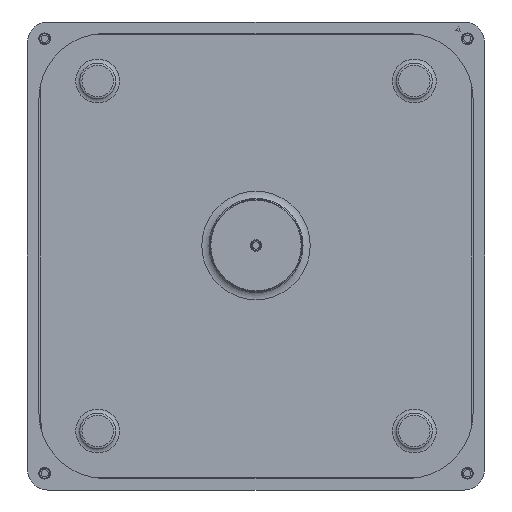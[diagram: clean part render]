
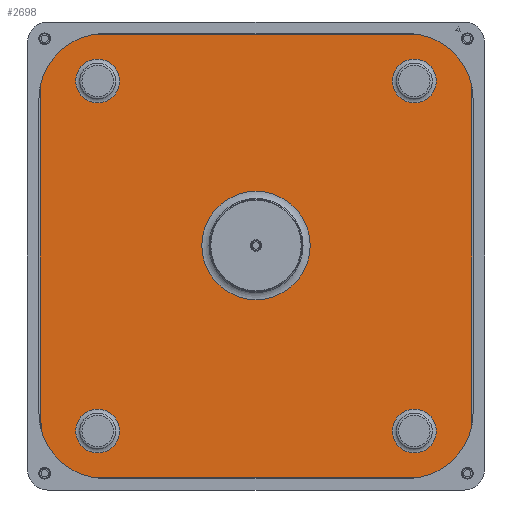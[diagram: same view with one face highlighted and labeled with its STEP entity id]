
A CAD part, front view. The second image highlights one B-rep face of the part: STEP entity #2698.
In plain terms, the highlighted planar face has unit normal (0, -1, 0).
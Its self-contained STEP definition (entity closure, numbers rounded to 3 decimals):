
#188=FACE_BOUND('',#544,.T.);
#189=FACE_BOUND('',#545,.T.);
#190=FACE_BOUND('',#546,.T.);
#191=FACE_BOUND('',#547,.T.);
#192=FACE_BOUND('',#548,.T.);
#239=PLANE('',#2992);
#352=FACE_OUTER_BOUND('',#543,.T.);
#543=EDGE_LOOP('',(#2133,#2134,#2135,#2136,#2137,#2138,#2139,#2140,#2141,
#2142,#2143,#2144,#2145,#2146,#2147,#2148));
#544=EDGE_LOOP('',(#2149));
#545=EDGE_LOOP('',(#2150));
#546=EDGE_LOOP('',(#2151));
#547=EDGE_LOOP('',(#2152));
#548=EDGE_LOOP('',(#2153));
#724=LINE('',#4691,#874);
#725=LINE('',#4699,#875);
#726=LINE('',#4702,#876);
#727=LINE('',#4710,#877);
#874=VECTOR('',#3589,10.);
#875=VECTOR('',#3596,10.);
#876=VECTOR('',#3599,10.);
#877=VECTOR('',#3606,10.);
#1052=CIRCLE('',#2972,10.459);
#1054=CIRCLE('',#2975,10.459);
#1056=CIRCLE('',#2978,10.459);
#1059=CIRCLE('',#2982,25.847);
#1060=CIRCLE('',#2984,10.459);
#1064=CIRCLE('',#2989,24.348);
#1066=CIRCLE('',#2991,0.57);
#1067=CIRCLE('',#2993,0.57);
#1068=CIRCLE('',#2994,24.348);
#1069=CIRCLE('',#2995,0.57);
#1070=CIRCLE('',#2996,0.57);
#1071=CIRCLE('',#2997,0.57);
#1072=CIRCLE('',#2998,24.348);
#1073=CIRCLE('',#2999,0.57);
#1074=CIRCLE('',#3000,0.57);
#1075=CIRCLE('',#3001,24.348);
#1076=CIRCLE('',#3002,0.57);
#1283=VERTEX_POINT('',#4651);
#1284=VERTEX_POINT('',#4655);
#1285=VERTEX_POINT('',#4659);
#1286=VERTEX_POINT('',#4663);
#1287=VERTEX_POINT('',#4667);
#1288=VERTEX_POINT('',#4671);
#1289=VERTEX_POINT('',#4673);
#1290=VERTEX_POINT('',#4685);
#1291=VERTEX_POINT('',#4689);
#1292=VERTEX_POINT('',#4690);
#1293=VERTEX_POINT('',#4692);
#1294=VERTEX_POINT('',#4694);
#1295=VERTEX_POINT('',#4696);
#1296=VERTEX_POINT('',#4698);
#1297=VERTEX_POINT('',#4701);
#1298=VERTEX_POINT('',#4703);
#1299=VERTEX_POINT('',#4705);
#1300=VERTEX_POINT('',#4707);
#1301=VERTEX_POINT('',#4709);
#1302=VERTEX_POINT('',#4711);
#1303=VERTEX_POINT('',#4713);
#1584=EDGE_CURVE('',#1283,#1283,#1052,.T.);
#1586=EDGE_CURVE('',#1284,#1284,#1054,.T.);
#1588=EDGE_CURVE('',#1285,#1285,#1056,.T.);
#1591=EDGE_CURVE('',#1286,#1286,#1059,.T.);
#1592=EDGE_CURVE('',#1287,#1287,#1060,.T.);
#1596=EDGE_CURVE('',#1288,#1289,#1064,.T.);
#1598=EDGE_CURVE('',#1289,#1290,#1066,.T.);
#1599=EDGE_CURVE('',#1291,#1292,#724,.T.);
#1600=EDGE_CURVE('',#1293,#1291,#1067,.T.);
#1601=EDGE_CURVE('',#1294,#1293,#1068,.T.);
#1602=EDGE_CURVE('',#1295,#1294,#1069,.T.);
#1603=EDGE_CURVE('',#1296,#1295,#725,.T.);
#1604=EDGE_CURVE('',#1296,#1288,#1070,.T.);
#1605=EDGE_CURVE('',#1290,#1297,#726,.T.);
#1606=EDGE_CURVE('',#1298,#1297,#1071,.T.);
#1607=EDGE_CURVE('',#1299,#1298,#1072,.T.);
#1608=EDGE_CURVE('',#1300,#1299,#1073,.T.);
#1609=EDGE_CURVE('',#1300,#1301,#727,.T.);
#1610=EDGE_CURVE('',#1301,#1302,#1074,.T.);
#1611=EDGE_CURVE('',#1302,#1303,#1075,.T.);
#1612=EDGE_CURVE('',#1303,#1292,#1076,.T.);
#2133=ORIENTED_EDGE('',*,*,#1599,.F.);
#2134=ORIENTED_EDGE('',*,*,#1600,.F.);
#2135=ORIENTED_EDGE('',*,*,#1601,.F.);
#2136=ORIENTED_EDGE('',*,*,#1602,.F.);
#2137=ORIENTED_EDGE('',*,*,#1603,.F.);
#2138=ORIENTED_EDGE('',*,*,#1604,.T.);
#2139=ORIENTED_EDGE('',*,*,#1596,.T.);
#2140=ORIENTED_EDGE('',*,*,#1598,.T.);
#2141=ORIENTED_EDGE('',*,*,#1605,.T.);
#2142=ORIENTED_EDGE('',*,*,#1606,.F.);
#2143=ORIENTED_EDGE('',*,*,#1607,.F.);
#2144=ORIENTED_EDGE('',*,*,#1608,.F.);
#2145=ORIENTED_EDGE('',*,*,#1609,.T.);
#2146=ORIENTED_EDGE('',*,*,#1610,.T.);
#2147=ORIENTED_EDGE('',*,*,#1611,.T.);
#2148=ORIENTED_EDGE('',*,*,#1612,.T.);
#2149=ORIENTED_EDGE('',*,*,#1592,.T.);
#2150=ORIENTED_EDGE('',*,*,#1591,.F.);
#2151=ORIENTED_EDGE('',*,*,#1588,.F.);
#2152=ORIENTED_EDGE('',*,*,#1586,.F.);
#2153=ORIENTED_EDGE('',*,*,#1584,.F.);
#2698=ADVANCED_FACE('',(#352,#188,#189,#190,#191,#192),#239,.F.);
#2972=AXIS2_PLACEMENT_3D('',#4652,#3547,#3548);
#2975=AXIS2_PLACEMENT_3D('',#4656,#3553,#3554);
#2978=AXIS2_PLACEMENT_3D('',#4660,#3559,#3560);
#2982=AXIS2_PLACEMENT_3D('',#4665,#3567,#3568);
#2984=AXIS2_PLACEMENT_3D('',#4668,#3571,#3572);
#2989=AXIS2_PLACEMENT_3D('',#4675,#3581,#3582);
#2991=AXIS2_PLACEMENT_3D('',#4687,#3585,#3586);
#2992=AXIS2_PLACEMENT_3D('',#4688,#3587,#3588);
#2993=AXIS2_PLACEMENT_3D('',#4693,#3590,#3591);
#2994=AXIS2_PLACEMENT_3D('',#4695,#3592,#3593);
#2995=AXIS2_PLACEMENT_3D('',#4697,#3594,#3595);
#2996=AXIS2_PLACEMENT_3D('',#4700,#3597,#3598);
#2997=AXIS2_PLACEMENT_3D('',#4704,#3600,#3601);
#2998=AXIS2_PLACEMENT_3D('',#4706,#3602,#3603);
#2999=AXIS2_PLACEMENT_3D('',#4708,#3604,#3605);
#3000=AXIS2_PLACEMENT_3D('',#4712,#3607,#3608);
#3001=AXIS2_PLACEMENT_3D('',#4714,#3609,#3610);
#3002=AXIS2_PLACEMENT_3D('',#4715,#3611,#3612);
#3547=DIRECTION('center_axis',(0.,-1.,0.));
#3548=DIRECTION('ref_axis',(-1.,0.,0.));
#3553=DIRECTION('center_axis',(0.,-1.,0.));
#3554=DIRECTION('ref_axis',(-1.,0.,0.));
#3559=DIRECTION('center_axis',(0.,-1.,0.));
#3560=DIRECTION('ref_axis',(-1.,0.,0.));
#3567=DIRECTION('center_axis',(0.,-1.,0.));
#3568=DIRECTION('ref_axis',(1.,0.,0.));
#3571=DIRECTION('center_axis',(0.,1.,0.));
#3572=DIRECTION('ref_axis',(1.,0.,0.));
#3581=DIRECTION('center_axis',(0.,1.,0.));
#3582=DIRECTION('ref_axis',(-0.707,0.,-0.707));
#3585=DIRECTION('center_axis',(0.,-1.,0.));
#3586=DIRECTION('ref_axis',(0.553,0.,0.833));
#3587=DIRECTION('center_axis',(0.,1.,0.));
#3588=DIRECTION('ref_axis',(0.,0.,1.));
#3589=DIRECTION('',(-1.,0.,0.));
#3590=DIRECTION('center_axis',(0.,1.,0.));
#3591=DIRECTION('ref_axis',(0.553,0.,-0.833));
#3592=DIRECTION('center_axis',(0.,-1.,0.));
#3593=DIRECTION('ref_axis',(-0.707,0.,0.707));
#3594=DIRECTION('center_axis',(0.,1.,0.));
#3595=DIRECTION('ref_axis',(0.833,0.,-0.553));
#3596=DIRECTION('',(0.,0.,-1.));
#3597=DIRECTION('center_axis',(0.,-1.,0.));
#3598=DIRECTION('ref_axis',(0.833,0.,0.553));
#3599=DIRECTION('',(-1.,0.,0.));
#3600=DIRECTION('center_axis',(0.,1.,0.));
#3601=DIRECTION('ref_axis',(-0.553,0.,0.833));
#3602=DIRECTION('center_axis',(0.,-1.,0.));
#3603=DIRECTION('ref_axis',(0.707,0.,-0.707));
#3604=DIRECTION('center_axis',(0.,1.,0.));
#3605=DIRECTION('ref_axis',(-0.833,0.,0.553));
#3606=DIRECTION('',(0.,0.,-1.));
#3607=DIRECTION('center_axis',(0.,-1.,0.));
#3608=DIRECTION('ref_axis',(-0.833,0.,-0.553));
#3609=DIRECTION('center_axis',(0.,1.,0.));
#3610=DIRECTION('ref_axis',(0.707,0.,0.707));
#3611=DIRECTION('center_axis',(0.,-1.,0.));
#3612=DIRECTION('ref_axis',(-0.553,0.,-0.833));
#4651=CARTESIAN_POINT('',(-64.976,83.5,-83.397));
#4652=CARTESIAN_POINT('Origin',(-75.435,83.5,-83.397));
#4655=CARTESIAN_POINT('',(85.894,83.5,83.398));
#4656=CARTESIAN_POINT('Origin',(75.435,83.5,83.398));
#4659=CARTESIAN_POINT('',(-64.976,83.5,83.398));
#4660=CARTESIAN_POINT('Origin',(-75.435,83.5,83.398));
#4663=CARTESIAN_POINT('',(0.,83.5,-20.847));
#4665=CARTESIAN_POINT('Origin',(0.,83.5,5.));
#4667=CARTESIAN_POINT('',(64.976,83.5,-83.397));
#4668=CARTESIAN_POINT('Origin',(75.435,83.5,-83.397));
#4671=CARTESIAN_POINT('',(102.551,83.5,92.174));
#4673=CARTESIAN_POINT('',(89.574,83.5,105.151));
#4675=CARTESIAN_POINT('Origin',(112.01,83.5,114.61));
#4685=CARTESIAN_POINT('',(89.048,83.5,105.5));
#4687=CARTESIAN_POINT('Origin',(89.048,83.5,104.93));
#4688=CARTESIAN_POINT('Origin',(0.,83.5,0.));
#4689=CARTESIAN_POINT('',(89.048,83.5,-105.5));
#4690=CARTESIAN_POINT('',(-89.048,83.5,-105.5));
#4691=CARTESIAN_POINT('',(55.,83.5,-105.5));
#4692=CARTESIAN_POINT('',(89.574,83.5,-105.151));
#4693=CARTESIAN_POINT('Origin',(89.048,83.5,-104.93));
#4694=CARTESIAN_POINT('',(102.551,83.5,-92.174));
#4695=CARTESIAN_POINT('Origin',(112.01,83.5,-114.61));
#4696=CARTESIAN_POINT('',(102.9,83.5,-91.648));
#4697=CARTESIAN_POINT('Origin',(102.33,83.5,-91.648));
#4698=CARTESIAN_POINT('',(102.9,83.5,91.648));
#4699=CARTESIAN_POINT('',(102.9,83.5,55.));
#4700=CARTESIAN_POINT('Origin',(102.33,83.5,91.648));
#4701=CARTESIAN_POINT('',(-89.048,83.5,105.5));
#4702=CARTESIAN_POINT('',(55.,83.5,105.5));
#4703=CARTESIAN_POINT('',(-89.574,83.5,105.151));
#4704=CARTESIAN_POINT('Origin',(-89.048,83.5,104.93));
#4705=CARTESIAN_POINT('',(-102.551,83.5,92.174));
#4706=CARTESIAN_POINT('Origin',(-112.01,83.5,114.61));
#4707=CARTESIAN_POINT('',(-102.9,83.5,91.648));
#4708=CARTESIAN_POINT('Origin',(-102.33,83.5,91.648));
#4709=CARTESIAN_POINT('',(-102.9,83.5,-91.648));
#4710=CARTESIAN_POINT('',(-102.9,83.5,55.));
#4711=CARTESIAN_POINT('',(-102.551,83.5,-92.174));
#4712=CARTESIAN_POINT('Origin',(-102.33,83.5,-91.648));
#4713=CARTESIAN_POINT('',(-89.574,83.5,-105.151));
#4714=CARTESIAN_POINT('Origin',(-112.01,83.5,-114.61));
#4715=CARTESIAN_POINT('Origin',(-89.048,83.5,-104.93));
